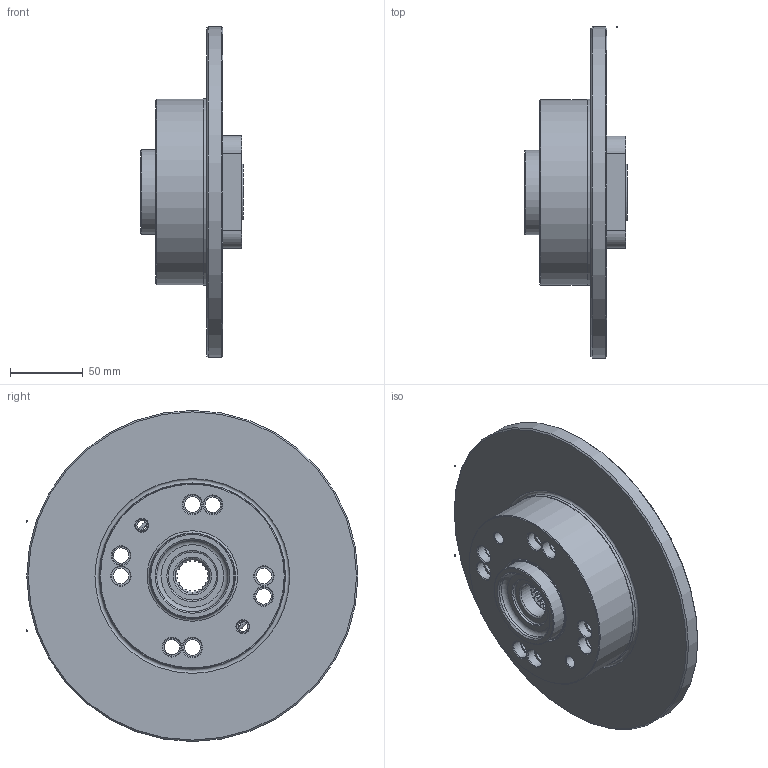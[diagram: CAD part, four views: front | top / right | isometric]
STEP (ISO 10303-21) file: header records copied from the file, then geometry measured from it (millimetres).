
FILE_DESCRIPTION(/* description */ (''),/* implementation_level */ '2;1');
FILE_NAME(/* name */ 'ASM0010_MIR_ASM.stp',/* time_stamp */ '2016-06-02T11:52:17+02:00',/* author */ (''),/* organization */ (''),/* preprocessor_version */ 'ST-DEVELOPER v16.5',/* originating_system */ 'Autodesk Translation Framework v5.0.0.3310',/* authorisation */ '');
FILE_SCHEMA (('AUTOMOTIVE_DESIGN { 1 0 10303 214 3 1 1 }'));
Length unit declared in the file: centimetre
Products named in the file (7): ASM0010_MIR_ASM; PRT0015_MIR; PRT0016_MIR; PRT0017_MIR; PRT0018_MIR; PRT0019_MIR; __ASSIEME_MOZZO_DISCO__1_MIR
Assembly tree (6 placements, depth 2):
  ASM0010_MIR_ASM
    PRT0015_MIR
    PRT0016_MIR
    PRT0017_MIR
    PRT0018_MIR
    PRT0019_MIR
    __ASSIEME_MOZZO_DISCO__1_MIR
Bounding box: 70 x 227.5 x 227 mm (x, y, z)
Volume: 425421.5 mm3; surface area: 160739.4 mm2
Topology: 5 solids, 7 shells, 252 faces, 696 edges, 451 vertices
Faces by surface type: cylinder 143, plane 34, cone 26, torus 25, bspline 20, sphere 4
Full cylindrical faces by diameter (mm): 1 x4, 6.65 x2, 8.5 x2, 8.65 x4, 10.65 x8, 12.5 x4, 13 x4, 24 x2, 35 x1, 41 x1, 49 x1, 55.5 x1, 58 x1, 59 x1, 62 x1, 72 x1, 117 x2, 118 x1, 127 x1, 127.6 x1, 133.5 x1, 227 x1
Entity records: 9491 total; most frequent: CARTESIAN_POINT 3714, DIRECTION 1109, ORIENTED_EDGE 1095, EDGE_CURVE 565, AXIS2_PLACEMENT_3D 495, VERTEX_POINT 412, EDGE_LOOP 397, FACE_OUTER_BOUND 252
